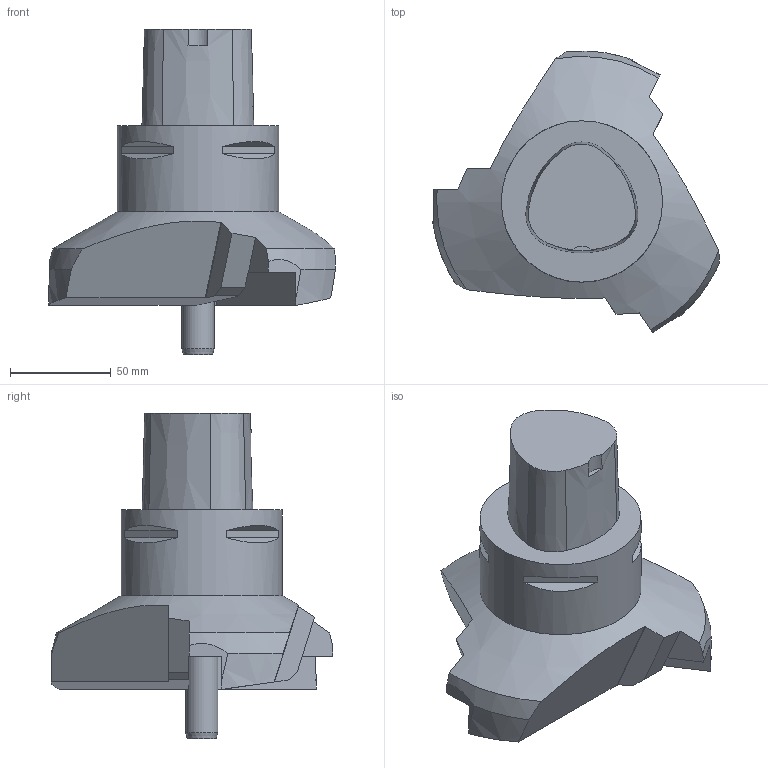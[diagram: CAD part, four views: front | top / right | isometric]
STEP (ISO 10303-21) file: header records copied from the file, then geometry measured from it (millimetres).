
FILE_DESCRIPTION(/* description */ (''),/* implementation_level */ '2;1');
FILE_NAME(/* name */ '1550742546418.stp',/* time_stamp */ '2019-02-21T10:49:22+01:00',/* author */ (''),/* organization */ ('SMS'),/* preprocessor_version */ 'ST-DEVELOPER v15',/* originating_system */ 'SIEMENS PLM Software NX 8.5',/* authorisation */ '');
FILE_SCHEMA (('AUTOMOTIVE_DESIGN { 1 0 10303 214 3 1 1 1 }'));
Length unit declared in the file: millimetre
Products named in the file (1): 200957015mod000_01
Bounding box: 142.27 x 139.74 x 161.5 mm (x, y, z)
Volume: 713845.1 mm3; surface area: 62622.7 mm2
Topology: 1 solids, 1 shells, 62 faces, 161 edges, 115 vertices
Faces by surface type: plane 44, cone 11, cylinder 7
Full cylindrical faces by diameter (mm): 16.012 x1, 80 x1
Entity records: 2059 total; most frequent: CARTESIAN_POINT 439, DIRECTION 324, ORIENTED_EDGE 310, EDGE_CURVE 155, AXIS2_PLACEMENT_3D 119, VERTEX_POINT 105, LINE 86, VECTOR 86
